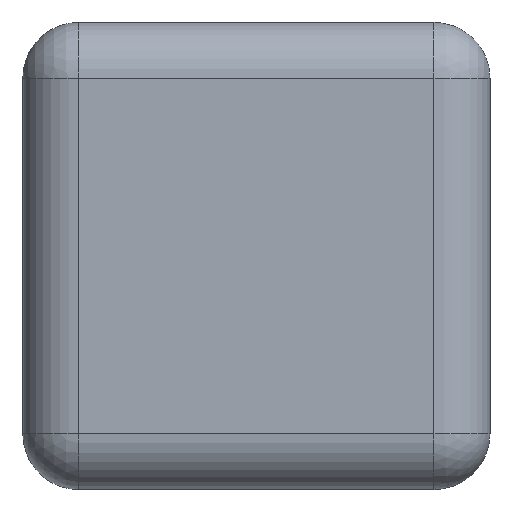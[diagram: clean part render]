
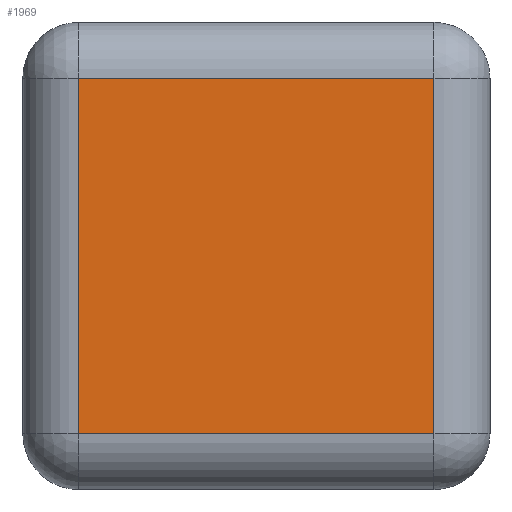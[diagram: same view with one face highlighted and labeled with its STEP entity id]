
A CAD part, left-side view. The second image highlights one B-rep face of the part: STEP entity #1969.
In plain terms, the highlighted planar face has unit normal (-1, 0, 0).
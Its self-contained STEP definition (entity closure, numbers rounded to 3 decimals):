
#27 = EDGE_CURVE ( 'NONE', #944, #947, #1494, .T. ) ;
#108 = VECTOR ( 'NONE', #6876, 1000. ) ;
#222 = CARTESIAN_POINT ( 'NONE',  ( -1., 0.15, -0.625 ) ) ;
#688 = CARTESIAN_POINT ( 'NONE',  ( -1., 1.1, -0.475 ) ) ;
#732 = ORIENTED_EDGE ( 'NONE', *, *, #4216, .T. ) ;
#764 = LINE ( 'NONE', #6895, #2095 ) ;
#787 = ORIENTED_EDGE ( 'NONE', *, *, #2176, .T. ) ;
#944 = VERTEX_POINT ( 'NONE', #5488 ) ;
#947 = VERTEX_POINT ( 'NONE', #688 ) ;
#1237 = CARTESIAN_POINT ( 'NONE',  ( -1., 1.1, -0.625 ) ) ;
#1489 = CARTESIAN_POINT ( 'NONE',  ( -1., 0.15, 0.475 ) ) ;
#1494 = LINE ( 'NONE', #1237, #2513 ) ;
#1506 = LINE ( 'NONE', #6705, #108 ) ;
#1969 = ADVANCED_FACE ( 'NONE', ( #6584 ), #6021, .F. ) ;
#2095 = VECTOR ( 'NONE', #3690, 1000. ) ;
#2176 = EDGE_CURVE ( 'NONE', #947, #3843, #1506, .T. ) ;
#2337 = DIRECTION ( 'NONE',  ( 1., 0., 0. ) ) ;
#2513 = VECTOR ( 'NONE', #2792, 1000. ) ;
#2792 = DIRECTION ( 'NONE',  ( 0., 0., -1. ) ) ;
#3567 = VERTEX_POINT ( 'NONE', #1489 ) ;
#3690 = DIRECTION ( 'NONE',  ( 0., 1., 0. ) ) ;
#3843 = VERTEX_POINT ( 'NONE', #6367 ) ;
#3951 = DIRECTION ( 'NONE',  ( 0., 0., -1. ) ) ;
#4124 = VECTOR ( 'NONE', #5124, 1000. ) ;
#4216 = EDGE_CURVE ( 'NONE', #3843, #3567, #5296, .T. ) ;
#5124 = DIRECTION ( 'NONE',  ( 0., 0., 1. ) ) ;
#5296 = LINE ( 'NONE', #222, #4124 ) ;
#5488 = CARTESIAN_POINT ( 'NONE',  ( -1., 1.1, 0.475 ) ) ;
#5489 = EDGE_CURVE ( 'NONE', #3567, #944, #764, .T. ) ;
#5773 = ORIENTED_EDGE ( 'NONE', *, *, #5489, .T. ) ;
#5988 = ORIENTED_EDGE ( 'NONE', *, *, #27, .T. ) ;
#6021 = PLANE ( 'NONE',  #6219 ) ;
#6111 = CARTESIAN_POINT ( 'NONE',  ( -1., 1.25, -0.625 ) ) ;
#6219 = AXIS2_PLACEMENT_3D ( 'NONE', #6111, #2337, #3951 ) ;
#6367 = CARTESIAN_POINT ( 'NONE',  ( -1., 0.15, -0.475 ) ) ;
#6584 = FACE_OUTER_BOUND ( 'NONE', #6925, .T. ) ;
#6705 = CARTESIAN_POINT ( 'NONE',  ( -1., 1.25, -0.475 ) ) ;
#6876 = DIRECTION ( 'NONE',  ( 0., -1., 0. ) ) ;
#6895 = CARTESIAN_POINT ( 'NONE',  ( -1., 1.25, 0.475 ) ) ;
#6925 = EDGE_LOOP ( 'NONE', ( #5988, #787, #732, #5773 ) ) ;
